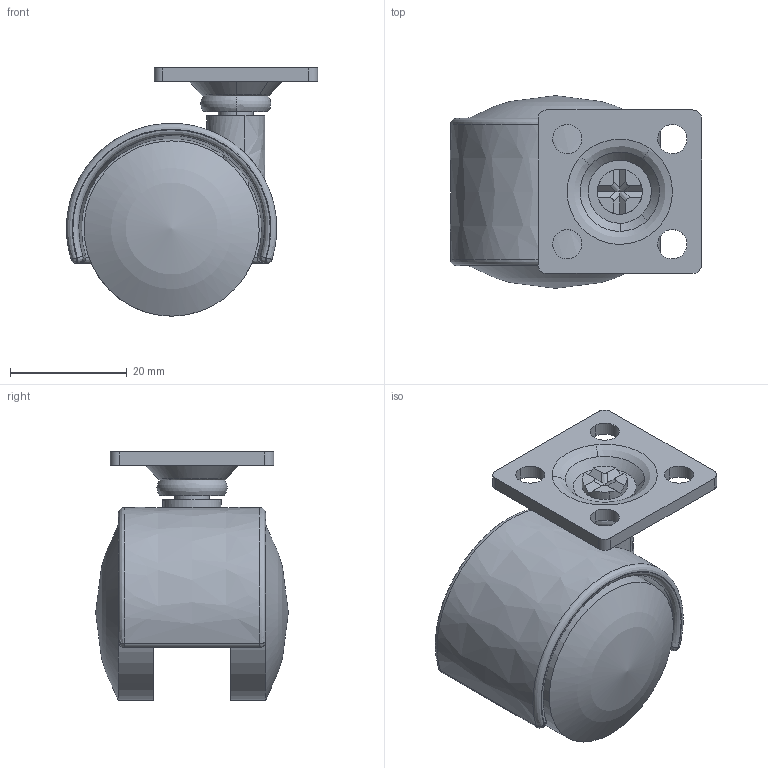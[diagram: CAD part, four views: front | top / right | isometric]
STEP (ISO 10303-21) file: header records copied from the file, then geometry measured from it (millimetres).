
FILE_DESCRIPTION((''),'2;1');
FILE_NAME('','2005-12-16T13:18:56',(''),(''),'','CADfix','');
FILE_SCHEMA(('AUTOMOTIVE_DESIGN'));
Length unit declared in the file: millimetre
Products named in the file (5): wheel; mounting plate; main shaft; body; TK30_3752_36
Assembly tree (5 placements, depth 2):
  TK30_3752_36
    wheel  x2
    mounting plate
    main shaft
    body
Bounding box: 43 x 33 x 42.5 mm (x, y, z)
Volume: 17162.8 mm3; surface area: 13431.5 mm2
Topology: 5 solids, 5 shells, 138 faces, 404 edges, 289 vertices
Faces by surface type: bspline 138
Entity records: 5275 total; most frequent: CARTESIAN_POINT 3203, ORIENTED_EDGE 728, EDGE_CURVE 364, VERTEX_POINT 257, EDGE_LOOP 145, FACE_OUTER_BOUND 125, ADVANCED_FACE 125, QUASI_UNIFORM_CURVE 108
